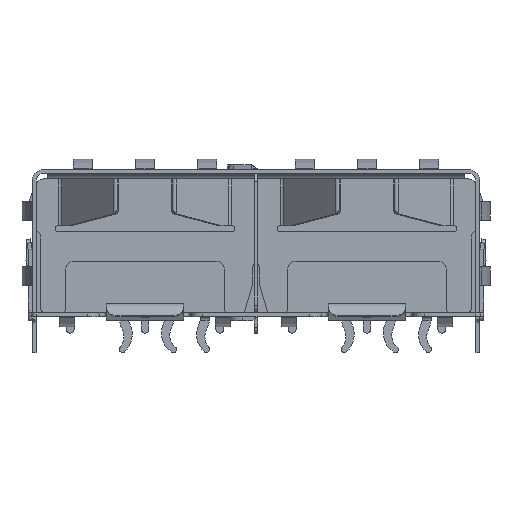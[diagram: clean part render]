
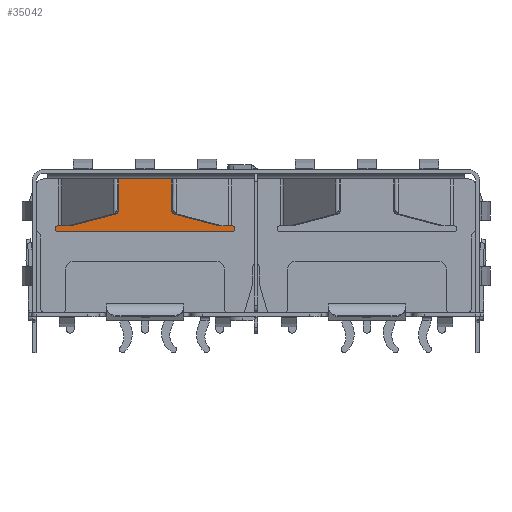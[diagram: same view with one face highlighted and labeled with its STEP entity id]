
A CAD part, left-side view. The second image highlights one B-rep face of the part: STEP entity #35042.
In plain terms, the highlighted planar face has unit normal (-1, 0, 0).
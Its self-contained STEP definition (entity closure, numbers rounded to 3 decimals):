
#35042 = ADVANCED_FACE('',(#35043),#35111,.T.);
#35043 = FACE_BOUND('',#35044,.F.);
#35044 = EDGE_LOOP('',(#35045,#35055,#35063,#35071,#35080,#35088,#35097,
    #35105));
#35045 = ORIENTED_EDGE('',*,*,#35046,.F.);
#35046 = EDGE_CURVE('',#35047,#35049,#35051,.T.);
#35047 = VERTEX_POINT('',#35048);
#35048 = CARTESIAN_POINT('',(38.273,-12.641,
    8.65));
#35049 = VERTEX_POINT('',#35050);
#35050 = CARTESIAN_POINT('',(38.273,-1.591,
    8.65));
#35051 = LINE('',#35052,#35053);
#35052 = CARTESIAN_POINT('',(38.273,-12.641,
    8.65));
#35053 = VECTOR('',#35054,1.);
#35054 = DIRECTION('',(0.,1.,0.));
#35055 = ORIENTED_EDGE('',*,*,#35056,.T.);
#35056 = EDGE_CURVE('',#35047,#35057,#35059,.T.);
#35057 = VERTEX_POINT('',#35058);
#35058 = CARTESIAN_POINT('',(38.273,-12.641,
    5.65));
#35059 = LINE('',#35060,#35061);
#35060 = CARTESIAN_POINT('',(38.273,-12.641,
    8.65));
#35061 = VECTOR('',#35062,1.);
#35062 = DIRECTION('',(0.,0.,-1.));
#35063 = ORIENTED_EDGE('',*,*,#35064,.F.);
#35064 = EDGE_CURVE('',#35065,#35057,#35067,.T.);
#35065 = VERTEX_POINT('',#35066);
#35066 = CARTESIAN_POINT('',(38.273,-12.691,
    5.65));
#35067 = LINE('',#35068,#35069);
#35068 = CARTESIAN_POINT('',(38.273,-12.691,
    5.65));
#35069 = VECTOR('',#35070,1.);
#35070 = DIRECTION('',(0.,1.,0.));
#35071 = ORIENTED_EDGE('',*,*,#35072,.F.);
#35072 = EDGE_CURVE('',#35073,#35065,#35075,.T.);
#35073 = VERTEX_POINT('',#35074);
#35074 = CARTESIAN_POINT('',(38.273,-12.691,
    5.25));
#35075 = CIRCLE('',#35076,0.2);
#35076 = AXIS2_PLACEMENT_3D('',#35077,#35078,#35079);
#35077 = CARTESIAN_POINT('',(38.273,-12.691,
    5.45));
#35078 = DIRECTION('',(-1.,0.,0.));
#35079 = DIRECTION('',(0.,0.,-1.));
#35080 = ORIENTED_EDGE('',*,*,#35081,.F.);
#35081 = EDGE_CURVE('',#35082,#35073,#35084,.T.);
#35082 = VERTEX_POINT('',#35083);
#35083 = CARTESIAN_POINT('',(38.273,-1.541,
    5.25));
#35084 = LINE('',#35085,#35086);
#35085 = CARTESIAN_POINT('',(38.273,-1.541,
    5.25));
#35086 = VECTOR('',#35087,1.);
#35087 = DIRECTION('',(0.,-1.,0.));
#35088 = ORIENTED_EDGE('',*,*,#35089,.F.);
#35089 = EDGE_CURVE('',#35090,#35082,#35092,.T.);
#35090 = VERTEX_POINT('',#35091);
#35091 = CARTESIAN_POINT('',(38.273,-1.541,
    5.65));
#35092 = CIRCLE('',#35093,0.2);
#35093 = AXIS2_PLACEMENT_3D('',#35094,#35095,#35096);
#35094 = CARTESIAN_POINT('',(38.273,-1.541,
    5.45));
#35095 = DIRECTION('',(-1.,0.,0.));
#35096 = DIRECTION('',(0.,0.,1.));
#35097 = ORIENTED_EDGE('',*,*,#35098,.F.);
#35098 = EDGE_CURVE('',#35099,#35090,#35101,.T.);
#35099 = VERTEX_POINT('',#35100);
#35100 = CARTESIAN_POINT('',(38.273,-1.591,
    5.65));
#35101 = LINE('',#35102,#35103);
#35102 = CARTESIAN_POINT('',(38.273,-1.591,
    5.65));
#35103 = VECTOR('',#35104,1.);
#35104 = DIRECTION('',(0.,1.,0.));
#35105 = ORIENTED_EDGE('',*,*,#35106,.T.);
#35106 = EDGE_CURVE('',#35099,#35049,#35107,.T.);
#35107 = LINE('',#35108,#35109);
#35108 = CARTESIAN_POINT('',(38.273,-1.591,
    5.65));
#35109 = VECTOR('',#35110,1.);
#35110 = DIRECTION('',(0.,0.,1.));
#35111 = PLANE('',#35112);
#35112 = AXIS2_PLACEMENT_3D('',#35113,#35114,#35115);
#35113 = CARTESIAN_POINT('',(38.273,-0.866,
    8.5));
#35114 = DIRECTION('',(-1.,0.,0.));
#35115 = DIRECTION('',(0.,0.,-1.));
